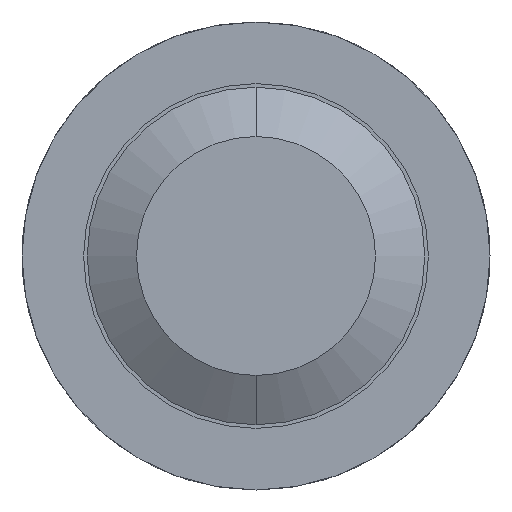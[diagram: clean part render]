
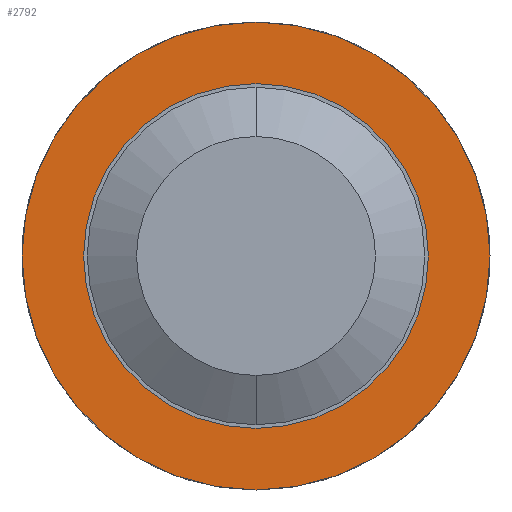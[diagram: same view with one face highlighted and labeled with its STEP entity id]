
A CAD part, front view. The second image highlights one B-rep face of the part: STEP entity #2792.
In plain terms, the highlighted planar face has unit normal (0, -1, 0).
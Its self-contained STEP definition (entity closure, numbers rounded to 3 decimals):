
#316 = FACE_OUTER_BOUND ( 'NONE', #1022, .T. ) ;
#381 = VERTEX_POINT ( 'NONE', #3215 ) ;
#603 = CARTESIAN_POINT ( 'NONE',  ( 0., -2.5, 0. ) ) ;
#676 = VERTEX_POINT ( 'NONE', #2474 ) ;
#685 = DIRECTION ( 'NONE',  ( 0., 1., 0. ) ) ;
#758 = DIRECTION ( 'NONE',  ( 0., 1., 0. ) ) ;
#814 = EDGE_CURVE ( 'Defeature ausgef�hrt3_16+Defeature ausgef�hrt3_10+Defeature ausgef�hrt3_10+Defeature ausgef�hrt3_10', #2713, #676, #1279, .T. ) ;
#825 = ORIENTED_EDGE ( 'NONE', *, *, #1793, .T. ) ;
#914 = CARTESIAN_POINT ( 'NONE',  ( 0., -2.5, -0.95 ) ) ;
#923 = DIRECTION ( 'NONE',  ( 0., 0., 1. ) ) ;
#1022 = EDGE_LOOP ( 'NONE', ( #3624, #1516 ) ) ;
#1145 = DIRECTION ( 'NONE',  ( 0., 1., 0. ) ) ;
#1238 = AXIS2_PLACEMENT_3D ( 'NONE', #4257, #2891, #923 ) ;
#1279 = CIRCLE ( 'NONE', #1238, 0.685 ) ;
#1409 = DIRECTION ( 'NONE',  ( 0., 0., 1. ) ) ;
#1498 = PLANE ( 'NONE',  #2140 ) ;
#1516 = ORIENTED_EDGE ( 'NONE', *, *, #4275, .F. ) ;
#1793 = EDGE_CURVE ( 'Defeature ausgef�hrt3_16+Defeature ausgef�hrt3_10+Defeature ausgef�hrt3_10+Defeature ausgef�hrt3_10', #676, #2713, #2115, .T. ) ;
#1872 = CIRCLE ( 'NONE', #3189, 0.95 ) ;
#1992 = CARTESIAN_POINT ( 'NONE',  ( 0., -2.5, 0. ) ) ;
#2016 = VERTEX_POINT ( 'NONE', #914 ) ;
#2115 = CIRCLE ( 'NONE', #4282, 0.685 ) ;
#2134 = EDGE_LOOP ( 'NONE', ( #3386, #825 ) ) ;
#2140 = AXIS2_PLACEMENT_3D ( 'NONE', #2490, #1145, #4128 ) ;
#2464 = EDGE_CURVE ( 'Defeature ausgef�hrt3_15+Defeature ausgef�hrt3_16+Defeature ausgef�hrt3_16+Defeature ausgef�hrt3_16', #381, #2016, #3104, .T. ) ;
#2474 = CARTESIAN_POINT ( 'NONE',  ( 0., -2.5, -0.685 ) ) ;
#2490 = CARTESIAN_POINT ( 'NONE',  ( 0.95, -2.5, 0. ) ) ;
#2528 = FACE_BOUND ( 'NONE', #2134, .T. ) ;
#2568 = DIRECTION ( 'NONE',  ( 0., 1., 0. ) ) ;
#2713 = VERTEX_POINT ( 'NONE', #3756 ) ;
#2717 = CARTESIAN_POINT ( 'NONE',  ( 0., -2.5, 0. ) ) ;
#2792 = ADVANCED_FACE ( 'Defeature ausgef�hrt3_16', ( #316, #2528 ), #1498, .F. ) ;
#2829 = AXIS2_PLACEMENT_3D ( 'NONE', #2717, #758, #1409 ) ;
#2891 = DIRECTION ( 'NONE',  ( 0., 1., 0. ) ) ;
#3104 = CIRCLE ( 'NONE', #2829, 0.95 ) ;
#3189 = AXIS2_PLACEMENT_3D ( 'NONE', #603, #2568, #3886 ) ;
#3215 = CARTESIAN_POINT ( 'NONE',  ( 0., -2.5, 0.95 ) ) ;
#3386 = ORIENTED_EDGE ( 'NONE', *, *, #814, .T. ) ;
#3624 = ORIENTED_EDGE ( 'NONE', *, *, #2464, .F. ) ;
#3756 = CARTESIAN_POINT ( 'NONE',  ( 0., -2.5, 0.685 ) ) ;
#3886 = DIRECTION ( 'NONE',  ( 0., 0., 1. ) ) ;
#3996 = DIRECTION ( 'NONE',  ( 0., 0., 1. ) ) ;
#4128 = DIRECTION ( 'NONE',  ( 0., 0., 1. ) ) ;
#4257 = CARTESIAN_POINT ( 'NONE',  ( 0., -2.5, 0. ) ) ;
#4275 = EDGE_CURVE ( 'Defeature ausgef�hrt3_15+Defeature ausgef�hrt3_16+Defeature ausgef�hrt3_16+Defeature ausgef�hrt3_16', #2016, #381, #1872, .T. ) ;
#4282 = AXIS2_PLACEMENT_3D ( 'NONE', #1992, #685, #3996 ) ;
